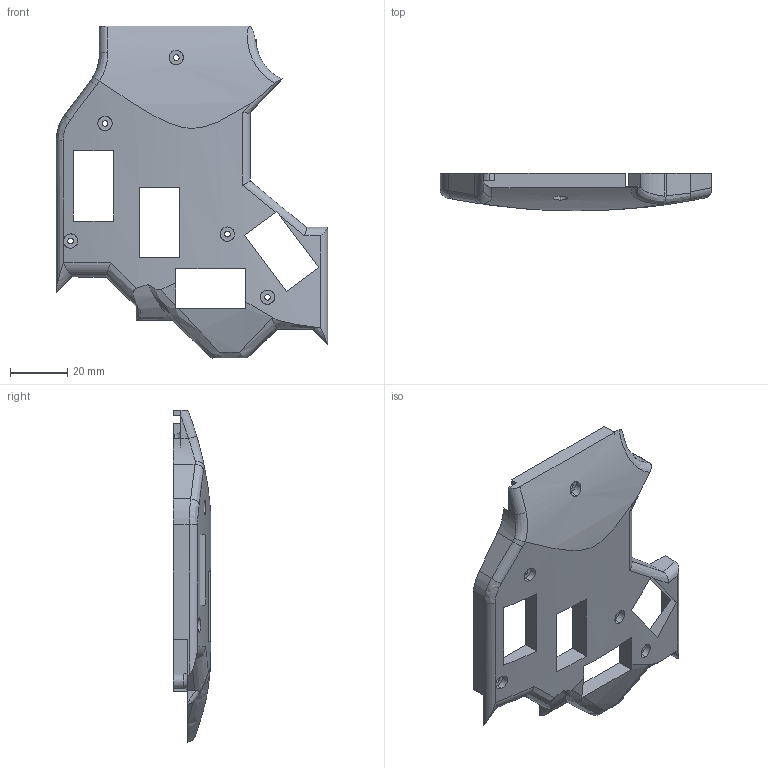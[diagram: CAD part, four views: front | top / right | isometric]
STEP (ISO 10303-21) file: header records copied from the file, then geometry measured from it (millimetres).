
FILE_DESCRIPTION (( 'STEP AP214' ), '1' );
FILE_NAME ('tapa_palma_posterior.STEP', '2020-10-22T04:44:55', ( '' ), ( '' ), 'SwSTEP 2.0', 'SolidWorks 2020', '' );
FILE_SCHEMA (( 'AUTOMOTIVE_DESIGN' ));
Length unit declared in the file: millimetre
Products named in the file (1): tapa_palma_posterior
Bounding box: 94.66 x 13 x 115.77 mm (x, y, z)
Volume: 36930.4 mm3; surface area: 19117.4 mm2
Topology: 1 solids, 1 shells, 160 faces, 440 edges, 287 vertices
Faces by surface type: plane 85, cylinder 44, bspline 18, torus 13
Entity records: 6183 total; most frequent: CARTESIAN_POINT 2296, ORIENTED_EDGE 880, DIRECTION 704, EDGE_CURVE 440, VERTEX_POINT 287, AXIS2_PLACEMENT_3D 240, VECTOR 224, LINE 224
